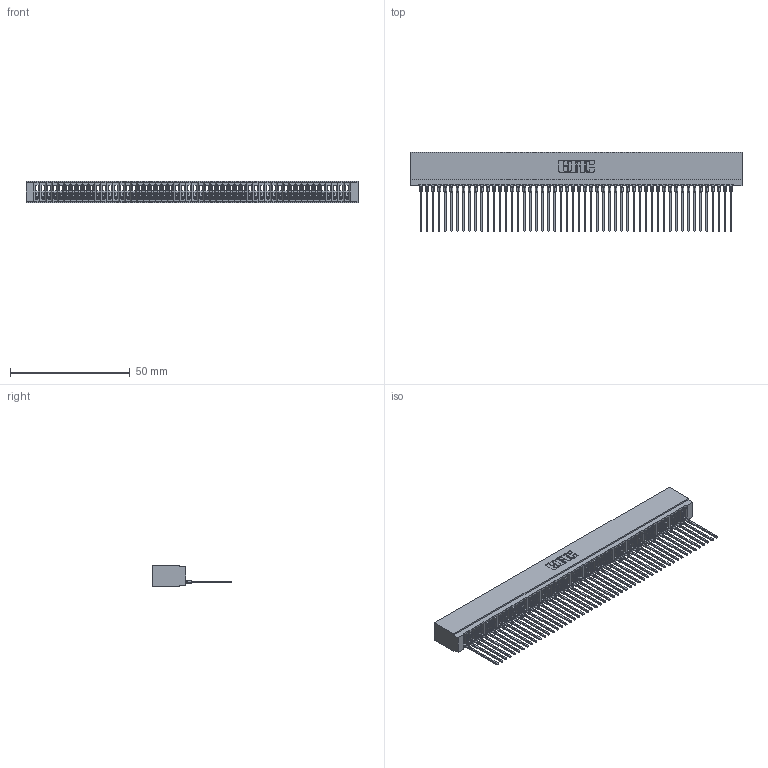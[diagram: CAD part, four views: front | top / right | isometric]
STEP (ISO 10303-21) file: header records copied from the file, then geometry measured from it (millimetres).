
FILE_DESCRIPTION (( 'STEP AP203' ), '1' );
FILE_NAME ('725-052-541-101.STEP', '2020-09-10T00:51:41', ( '' ), ( '' ), 'SwSTEP 2.0', 'SolidWorks 2020', '' );
FILE_SCHEMA (( 'CONFIG_CONTROL_DESIGN' ));
Length unit declared in the file: inch
Products named in the file (3): 725-052-541-101; 725 Part_Insulator Option - 01; 745-292-001_541
Assembly tree (53 placements, depth 2):
  725-052-541-101
    725 Part_Insulator Option - 01
    745-292-001_541  x52
Bounding box: 138.68 x 33.03 x 8.89 mm (x, y, z)
Volume: 10692.8 mm3; surface area: 21771.1 mm2
Topology: 53 solids, 53 shells, 5919 faces, 16270 edges, 10256 vertices
Faces by surface type: plane 3539, bspline 1040, cylinder 1028, torus 312
Entity records: 84484 total; most frequent: CARTESIAN_POINT 15387, ORIENTED_EDGE 14894, DIRECTION 12901, EDGE_CURVE 7447, LINE 6953, VECTOR 6953, VERTEX_POINT 4748, AXIS2_PLACEMENT_3D 2974
